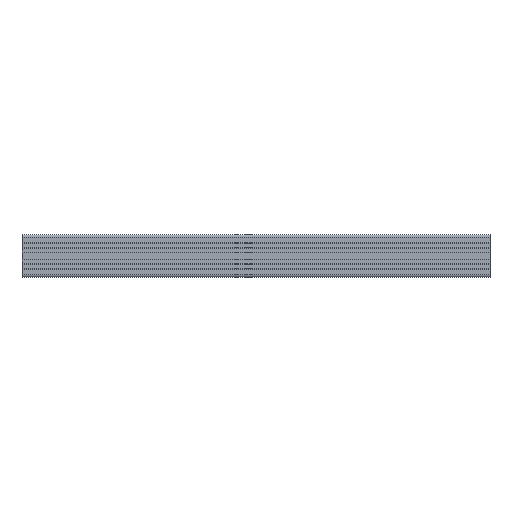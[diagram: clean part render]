
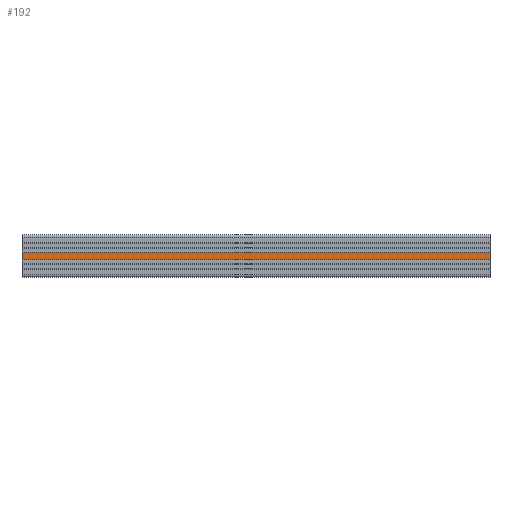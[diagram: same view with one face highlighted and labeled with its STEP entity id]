
A CAD part, left-side view. The second image highlights one B-rep face of the part: STEP entity #192.
In plain terms, the highlighted planar face has unit normal (-1, 0, 0).
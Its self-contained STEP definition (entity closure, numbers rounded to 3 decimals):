
#192=ADVANCED_FACE('',(#454),#455,.F.);
#454=FACE_OUTER_BOUND('',#887,.T.);
#455=PLANE('',#888);
#887=EDGE_LOOP('',(#1912,#1913,#1914,#1915));
#888=AXIS2_PLACEMENT_3D('',#1916,#1917,#1918);
#1912=ORIENTED_EDGE('',*,*,#3194,.F.);
#1913=ORIENTED_EDGE('',*,*,#3572,.F.);
#1914=ORIENTED_EDGE('',*,*,#3515,.F.);
#1915=ORIENTED_EDGE('',*,*,#3573,.T.);
#1916=CARTESIAN_POINT('',(-44.,3500.0,-45.));
#1917=DIRECTION('',(1.0,0.,0.));
#1918=DIRECTION('',(0.,0.,-1.0));
#3194=EDGE_CURVE('',#3897,#3899,#3900,.T.);
#3515=EDGE_CURVE('',#4539,#4541,#4542,.T.);
#3572=EDGE_CURVE('',#4541,#3897,#4616,.T.);
#3573=EDGE_CURVE('',#4539,#3899,#4617,.T.);
#3897=VERTEX_POINT('',#4988);
#3899=VERTEX_POINT('',#4991);
#3900=LINE('',#4992,#4993);
#4539=VERTEX_POINT('',#5878);
#4541=VERTEX_POINT('',#5881);
#4542=LINE('',#5882,#5883);
#4616=LINE('',#6010,#6011);
#4617=LINE('',#6012,#6013);
#4988=CARTESIAN_POINT('',(-44.,0.0,-37.5));
#4991=CARTESIAN_POINT('',(-44.,0.0,-52.5));
#4992=CARTESIAN_POINT('',(-44.,0.0,-45.));
#4993=VECTOR('',#6488,1.0);
#5878=CARTESIAN_POINT('',(-44.,1000.0,-52.5));
#5881=CARTESIAN_POINT('',(-44.,1000.0,-37.5));
#5882=CARTESIAN_POINT('',(-44.,1000.0,-45.));
#5883=VECTOR('',#6955,1.0);
#6010=CARTESIAN_POINT('',(-44.,3500.0,-37.5));
#6011=VECTOR('',#7018,1.0);
#6012=CARTESIAN_POINT('',(-44.,3500.0,-52.5));
#6013=VECTOR('',#7019,1.0);
#6488=DIRECTION('',(0.,0.,-1.0));
#6955=DIRECTION('',(0.,0.,1.0));
#7018=DIRECTION('',(0.,-1.0,0.0));
#7019=DIRECTION('',(0.,-1.0,0.0));
